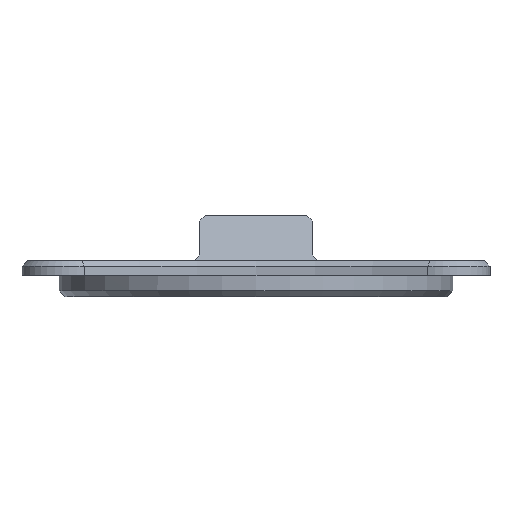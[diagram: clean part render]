
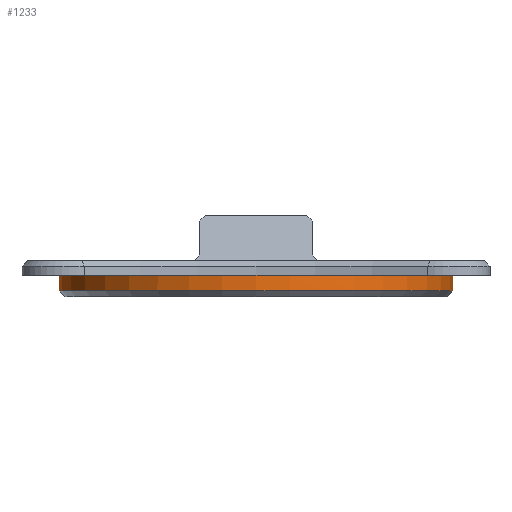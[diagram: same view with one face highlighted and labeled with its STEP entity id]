
A CAD part, front view. The second image highlights one B-rep face of the part: STEP entity #1233.
In plain terms, the highlighted cylindrical face has radius 17.5 mm (diameter 35 mm), a full revolution.
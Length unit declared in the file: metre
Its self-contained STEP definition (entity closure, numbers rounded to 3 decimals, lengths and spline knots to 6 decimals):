
#21=CYLINDRICAL_SURFACE('',#1328,0.0175);
#42=CIRCLE('',#1329,0.0175);
#43=CIRCLE('',#1330,0.0175);
#44=CIRCLE('',#1331,0.0175);
#45=CIRCLE('',#1332,0.0175);
#46=CIRCLE('',#1333,0.0175);
#116=ORIENTED_EDGE('',*,*,#470,.T.);
#117=ORIENTED_EDGE('',*,*,#471,.F.);
#118=ORIENTED_EDGE('',*,*,#472,.F.);
#119=ORIENTED_EDGE('',*,*,#473,.F.);
#120=ORIENTED_EDGE('',*,*,#474,.F.);
#470=EDGE_CURVE('',#647,#647,#42,.F.);
#471=EDGE_CURVE('',#648,#649,#43,.T.);
#472=EDGE_CURVE('',#650,#648,#44,.T.);
#473=EDGE_CURVE('',#651,#650,#45,.T.);
#474=EDGE_CURVE('',#649,#651,#46,.T.);
#647=VERTEX_POINT('',#1888);
#648=VERTEX_POINT('',#1890);
#649=VERTEX_POINT('',#1891);
#650=VERTEX_POINT('',#1893);
#651=VERTEX_POINT('',#1895);
#1000=EDGE_LOOP('',(#116));
#1001=EDGE_LOOP('',(#117,#118,#119,#120));
#1093=FACE_BOUND('',#1000,.T.);
#1094=FACE_BOUND('',#1001,.T.);
#1233=ADVANCED_FACE('',(#1093,#1094),#21,.T.);
#1328=AXIS2_PLACEMENT_3D('',#1886,#1488,#1489);
#1329=AXIS2_PLACEMENT_3D('',#1887,#1490,#1491);
#1330=AXIS2_PLACEMENT_3D('',#1889,#1492,#1493);
#1331=AXIS2_PLACEMENT_3D('',#1892,#1494,#1495);
#1332=AXIS2_PLACEMENT_3D('',#1894,#1496,#1497);
#1333=AXIS2_PLACEMENT_3D('',#1896,#1498,#1499);
#1488=DIRECTION('',(0.,0.,1.));
#1489=DIRECTION('',(1.,0.,0.));
#1490=DIRECTION('',(0.,0.,-1.));
#1491=DIRECTION('',(-1.,0.,0.));
#1492=DIRECTION('',(0.,0.,1.));
#1493=DIRECTION('',(1.,0.,0.));
#1494=DIRECTION('',(0.,0.,1.));
#1495=DIRECTION('',(1.,0.,0.));
#1496=DIRECTION('',(0.,0.,1.));
#1497=DIRECTION('',(1.,0.,0.));
#1498=DIRECTION('',(0.,0.,1.));
#1499=DIRECTION('',(1.,0.,0.));
#1886=CARTESIAN_POINT('',(0.,0.00003,-0.0125));
#1887=CARTESIAN_POINT('',(0.,0.00003,-0.0114));
#1888=CARTESIAN_POINT('',(-0.0175,0.00003,-0.0114));
#1889=CARTESIAN_POINT('',(0.,0.00003,-0.01));
#1890=CARTESIAN_POINT('',(-0.0175,0.000021,-0.01));
#1891=CARTESIAN_POINT('',(0.,-0.01747,-0.01));
#1892=CARTESIAN_POINT('',(0.,0.00003,-0.01));
#1893=CARTESIAN_POINT('',(0.,0.01753,-0.01));
#1894=CARTESIAN_POINT('',(0.,0.00003,-0.01));
#1895=CARTESIAN_POINT('',(0.0175,0.000021,-0.01));
#1896=CARTESIAN_POINT('',(0.,0.00003,-0.01));
